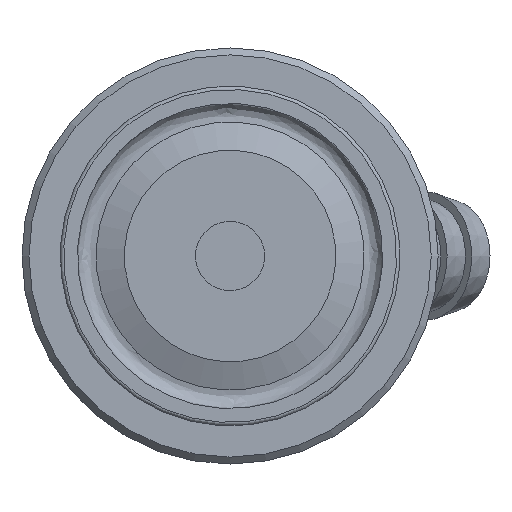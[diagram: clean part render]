
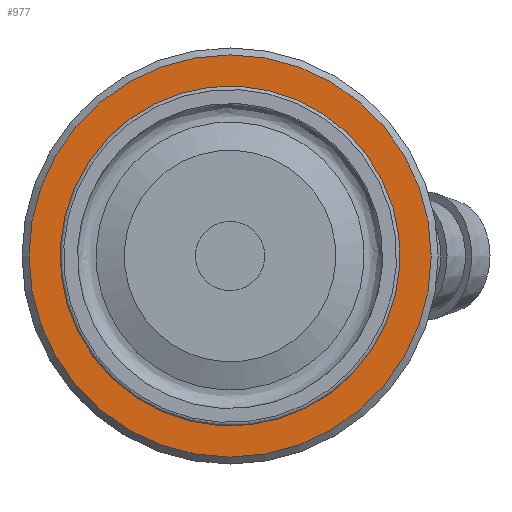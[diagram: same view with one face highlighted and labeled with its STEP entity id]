
A CAD part, left-side view. The second image highlights one B-rep face of the part: STEP entity #977.
In plain terms, the highlighted planar face has unit normal (-1, 0, 0).
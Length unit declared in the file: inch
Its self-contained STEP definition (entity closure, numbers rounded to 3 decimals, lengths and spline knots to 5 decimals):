
#950=CARTESIAN_POINT('',(1.178,-0.43375,0.));
#951=DIRECTION('',(-1.0,0.0,0.0));
#952=DIRECTION('',(0.0,0.0,-1.0));
#953=AXIS2_PLACEMENT_3D('',#950,#951,#952);
#954=PLANE('',#953);
#955=CARTESIAN_POINT('',(1.178,-0.58,0.));
#956=VERTEX_POINT('',#955);
#957=CARTESIAN_POINT('',(1.178,0.,0.));
#958=DIRECTION('',(1.0,0.0,0.0));
#959=DIRECTION('',(0.0,-1.0,0.0));
#960=AXIS2_PLACEMENT_3D('',#957,#958,#959);
#961=CIRCLE('',#960,0.58);
#962=EDGE_CURVE('',#956,#956,#961,.T.);
#963=ORIENTED_EDGE('',*,*,#962,.F.);
#964=EDGE_LOOP('',(#963));
#965=FACE_OUTER_BOUND('',#964,.T.);
#966=CARTESIAN_POINT('',(1.178,-0.2875,0.));
#967=VERTEX_POINT('',#966);
#968=CARTESIAN_POINT('',(1.178,0.,0.));
#969=DIRECTION('',(1.0,0.0,0.0));
#970=DIRECTION('',(0.0,-1.0,0.0));
#971=AXIS2_PLACEMENT_3D('',#968,#969,#970);
#972=CIRCLE('',#971,0.2875);
#973=EDGE_CURVE('',#967,#967,#972,.T.);
#974=ORIENTED_EDGE('',*,*,#973,.T.);
#975=EDGE_LOOP('',(#974));
#976=FACE_BOUND('',#975,.T.);
#977=ADVANCED_FACE('',(#965,#976),#954,.T.);
